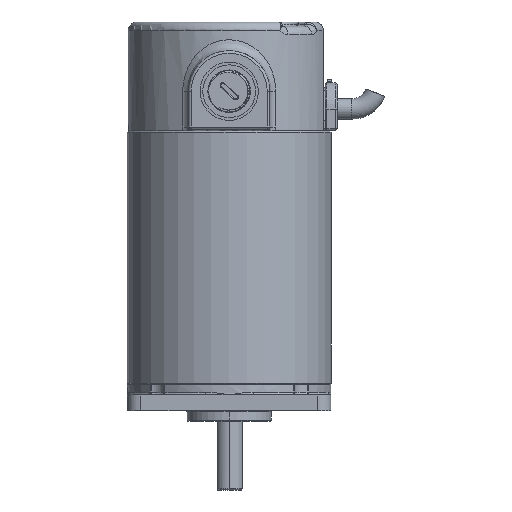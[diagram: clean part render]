
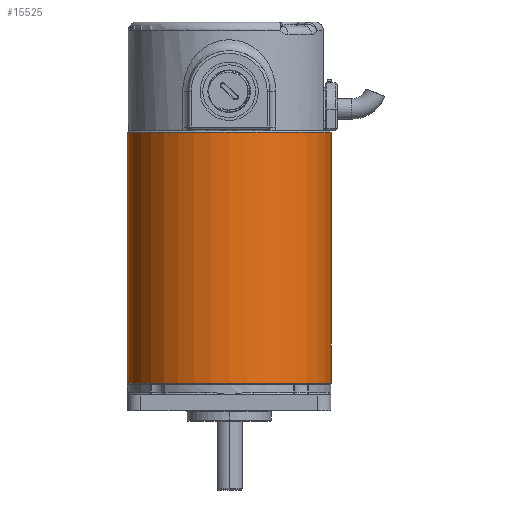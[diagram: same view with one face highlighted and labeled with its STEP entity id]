
A CAD part, left-side view. The second image highlights one B-rep face of the part: STEP entity #15525.
In plain terms, the highlighted cylindrical face has radius 30.671 mm (diameter 61.341 mm), a partial arc.
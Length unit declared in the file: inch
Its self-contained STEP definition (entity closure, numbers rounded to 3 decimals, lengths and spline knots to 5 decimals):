
#2651 = EDGE_CURVE ( 'NONE', #12188, #12797, #13750, .T. ) ;
#2657 = EDGE_CURVE ( 'NONE', #12248, #12797, #13911, .T. ) ;
#2704 = EDGE_CURVE ( 'NONE', #12751, #12188, #14396, .T. ) ;
#2871 = EDGE_CURVE ( 'NONE', #12751, #12248, #14225, .T. ) ;
#5625 = DIRECTION ( 'NONE',  ( 0., 1., 0. ) ) ;
#5626 = DIRECTION ( 'NONE',  ( 0., 0., -1. ) ) ;
#5627 = CARTESIAN_POINT ( 'NONE',  ( 0., 0., 0.015 ) ) ;
#5652 = DIRECTION ( 'NONE',  ( 0., 0., -1. ) ) ;
#5653 = CARTESIAN_POINT ( 'NONE',  ( 0., 1.2075, 0. ) ) ;
#7132 = CARTESIAN_POINT ( 'NONE',  ( 0., 0., 0. ) ) ;
#7142 = DIRECTION ( 'NONE',  ( 0., 0., -1. ) ) ;
#7144 = DIRECTION ( 'NONE',  ( 0., 1., 0. ) ) ;
#11715 = ORIENTED_EDGE ( 'NONE', *, *, #2871, .F. ) ;
#11717 = ORIENTED_EDGE ( 'NONE', *, *, #2704, .T. ) ;
#11721 = ORIENTED_EDGE ( 'NONE', *, *, #2651, .T. ) ;
#11739 = ORIENTED_EDGE ( 'NONE', *, *, #2657, .F. ) ;
#12188 = VERTEX_POINT ( 'NONE', #18760 ) ;
#12248 = VERTEX_POINT ( 'NONE', #19132 ) ;
#12751 = VERTEX_POINT ( 'NONE', #18747 ) ;
#12797 = VERTEX_POINT ( 'NONE', #18764 ) ;
#13750 = LINE ( 'NONE', #5653, #13815 ) ;
#13815 = VECTOR ( 'NONE', #5652, 39.37008 ) ;
#13911 = CIRCLE ( 'NONE', #23038, 1.2075 ) ;
#14225 = LINE ( 'NONE', #21029, #14329 ) ;
#14329 = VECTOR ( 'NONE', #21009, 39.37008 ) ;
#14396 = CIRCLE ( 'NONE', #23010, 1.2075 ) ;
#15525 = ADVANCED_FACE ( 'NONE', ( #19474 ), #19471, .T. ) ;
#17521 = EDGE_LOOP ( 'NONE', ( #11715, #11717, #11721, #11739 ) ) ;
#18747 = CARTESIAN_POINT ( 'NONE',  ( 0., -1.2075, 2.985 ) ) ;
#18760 = CARTESIAN_POINT ( 'NONE',  ( 0., 1.2075, 2.985 ) ) ;
#18764 = CARTESIAN_POINT ( 'NONE',  ( 0., 1.2075, 0.015 ) ) ;
#18787 = DIRECTION ( 'NONE',  ( 0., 1., 0. ) ) ;
#18788 = DIRECTION ( 'NONE',  ( 0., 0., -1. ) ) ;
#18789 = CARTESIAN_POINT ( 'NONE',  ( 0., 0., 2.985 ) ) ;
#19132 = CARTESIAN_POINT ( 'NONE',  ( 0., -1.2075, 0.015 ) ) ;
#19471 = CYLINDRICAL_SURFACE ( 'NONE', #22084, 1.2075 ) ;
#19474 = FACE_OUTER_BOUND ( 'NONE', #17521, .T. ) ;
#21009 = DIRECTION ( 'NONE',  ( 0., 0., -1. ) ) ;
#21029 = CARTESIAN_POINT ( 'NONE',  ( 0., -1.2075, 0. ) ) ;
#22084 = AXIS2_PLACEMENT_3D ( 'NONE', #7132, #7142, #7144 ) ;
#23010 = AXIS2_PLACEMENT_3D ( 'NONE', #18789, #18788, #18787 ) ;
#23038 = AXIS2_PLACEMENT_3D ( 'NONE', #5627, #5626, #5625 ) ;
